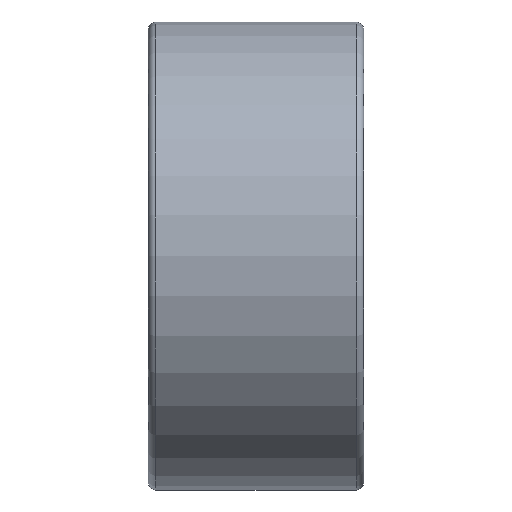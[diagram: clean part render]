
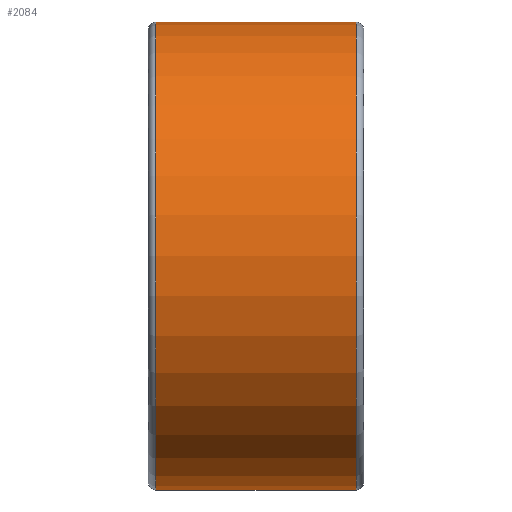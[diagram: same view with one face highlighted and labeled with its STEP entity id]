
A CAD part, top view. The second image highlights one B-rep face of the part: STEP entity #2084.
In plain terms, the highlighted cylindrical face has radius 2.5 mm (diameter 5 mm), a partial arc.
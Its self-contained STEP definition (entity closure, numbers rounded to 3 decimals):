
#2084=ADVANCED_FACE('',(#4015),#4016,.T.);
#4015=FACE_OUTER_BOUND('',#8842,.T.);
#4016=CYLINDRICAL_SURFACE('',#8843,2.5);
#8842=EDGE_LOOP('',(#11509,#11510,#11511,#11512));
#8843=AXIS2_PLACEMENT_3D('',#11513,#11514,#11515);
#11509=ORIENTED_EDGE('',*,*,#11885,.T.);
#11510=ORIENTED_EDGE('',*,*,#11886,.F.);
#11511=ORIENTED_EDGE('',*,*,#11887,.F.);
#11512=ORIENTED_EDGE('',*,*,#11888,.T.);
#11513=CARTESIAN_POINT('',(-1.265,0.0,0.));
#11514=DIRECTION('',(1.0,0.0,0.));
#11515=DIRECTION('',(0.0,-1.0,0.0));
#11885=EDGE_CURVE('',#12237,#12238,#12239,.T.);
#11886=EDGE_CURVE('',#12240,#12238,#12241,.T.);
#11887=EDGE_CURVE('',#12242,#12240,#12243,.T.);
#11888=EDGE_CURVE('',#12242,#12237,#12244,.T.);
#12237=VERTEX_POINT('',#12797);
#12238=VERTEX_POINT('',#12798);
#12239=CIRCLE('',#12799,2.5);
#12240=VERTEX_POINT('',#12800);
#12241=LINE('',#12801,#12802);
#12242=VERTEX_POINT('',#12803);
#12243=CIRCLE('',#12804,2.5);
#12244=LINE('',#12805,#12806);
#12797=CARTESIAN_POINT('',(-1.07,2.5,0.));
#12798=CARTESIAN_POINT('',(-1.07,-2.5,0.));
#12799=AXIS2_PLACEMENT_3D('',#12990,#12991,#12992);
#12800=CARTESIAN_POINT('',(1.07,-2.5,0.));
#12801=CARTESIAN_POINT('',(1.07,-2.5,0.));
#12802=VECTOR('',#12993,2.14);
#12803=CARTESIAN_POINT('',(1.07,2.5,0.));
#12804=AXIS2_PLACEMENT_3D('',#12994,#12995,#12996);
#12805=CARTESIAN_POINT('',(1.07,2.5,0.));
#12806=VECTOR('',#12997,2.14);
#12990=CARTESIAN_POINT('',(-1.07,0.0,0.));
#12991=DIRECTION('',(1.0,-0.0,0.));
#12992=DIRECTION('',(0.0,1.0,0.0));
#12993=DIRECTION('',(-1.0,0.0,0.));
#12994=CARTESIAN_POINT('',(1.07,0.0,0.));
#12995=DIRECTION('',(1.0,-0.0,0.));
#12996=DIRECTION('',(0.0,1.0,0.0));
#12997=DIRECTION('',(-1.0,0.0,0.));
